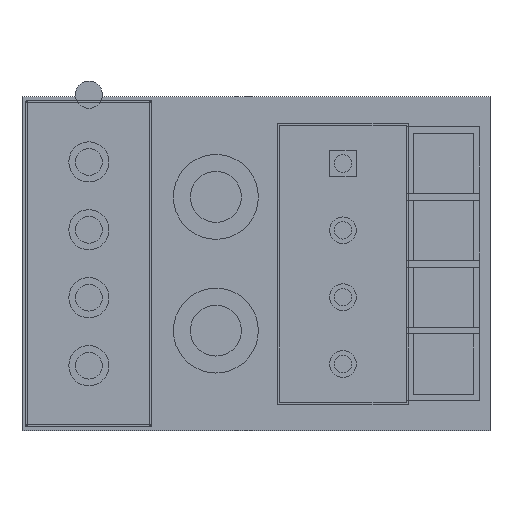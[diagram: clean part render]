
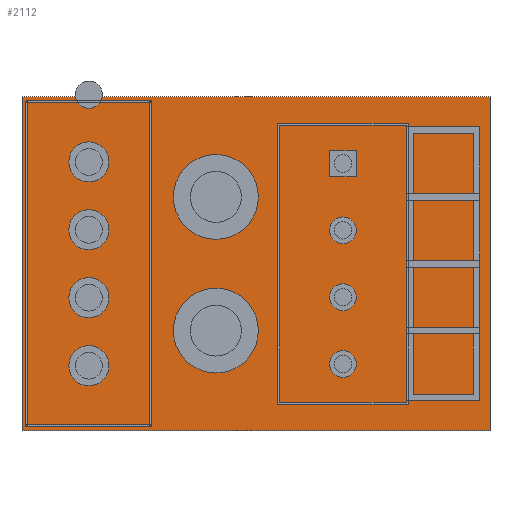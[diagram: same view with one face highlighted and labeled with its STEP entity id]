
A CAD part, top view. The second image highlights one B-rep face of the part: STEP entity #2112.
In plain terms, the highlighted planar face has unit normal (0, 0, 1).
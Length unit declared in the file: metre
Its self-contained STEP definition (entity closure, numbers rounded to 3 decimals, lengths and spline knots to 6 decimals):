
#1718 = EDGE_CURVE( '', #3131, #2928, #3132, .T. );
#1868 = EDGE_CURVE( '', #3073, #3131, #3359, .T. );
#2092 = EDGE_CURVE( '', #3676, #3073, #3677, .T. );
#2112 = ADVANCED_FACE( '', ( #3703 ), #3704, .F. );
#2202 = EDGE_CURVE( '', #2928, #3676, #3823, .T. );
#2928 = VERTEX_POINT( '', #4436 );
#3073 = VERTEX_POINT( '', #4636 );
#3131 = VERTEX_POINT( '', #4715 );
#3132 = LINE( '', #4716, #4717 );
#3359 = LINE( '', #5011, #5012 );
#3676 = VERTEX_POINT( '', #5446 );
#3677 = LINE( '', #5447, #5448 );
#3703 = FACE_OUTER_BOUND( '', #5486, .T. );
#3704 = PLANE( '', #5487 );
#3823 = LINE( '', #5651, #5652 );
#4436 = CARTESIAN_POINT( '', ( 0., 0., -0.000035 ) );
#4636 = CARTESIAN_POINT( '', ( 0.035, 0.025, -0.000035 ) );
#4715 = CARTESIAN_POINT( '', ( 0., 0.025, -0.000035 ) );
#4716 = CARTESIAN_POINT( '', ( 0., 0.025, -0.000035 ) );
#4717 = VECTOR( '', #6523, 1. );
#5011 = CARTESIAN_POINT( '', ( 0.035, 0.025, -0.000035 ) );
#5012 = VECTOR( '', #6820, 1. );
#5446 = CARTESIAN_POINT( '', ( 0.035, 0., -0.000035 ) );
#5447 = CARTESIAN_POINT( '', ( 0.035, 0., -0.000035 ) );
#5448 = VECTOR( '', #7204, 1. );
#5486 = EDGE_LOOP( '', ( #7237, #7238, #7239, #7240 ) );
#5487 = AXIS2_PLACEMENT_3D( '', #7241, #7242, #7243 );
#5651 = CARTESIAN_POINT( '', ( 0., 0., -0.000035 ) );
#5652 = VECTOR( '', #7415, 1. );
#6523 = DIRECTION( '', ( 0., -1., 0. ) );
#6820 = DIRECTION( '', ( -1., 0., 0. ) );
#7204 = DIRECTION( '', ( 0., 1., 0. ) );
#7237 = ORIENTED_EDGE( '', *, *, #2202, .T. );
#7238 = ORIENTED_EDGE( '', *, *, #2092, .T. );
#7239 = ORIENTED_EDGE( '', *, *, #1868, .T. );
#7240 = ORIENTED_EDGE( '', *, *, #1718, .T. );
#7241 = CARTESIAN_POINT( '', ( 0., 0., -0.000035 ) );
#7242 = DIRECTION( '', ( 0., 0., -1. ) );
#7243 = DIRECTION( '', ( 0., -1., 0. ) );
#7415 = DIRECTION( '', ( 1., 0., 0. ) );
